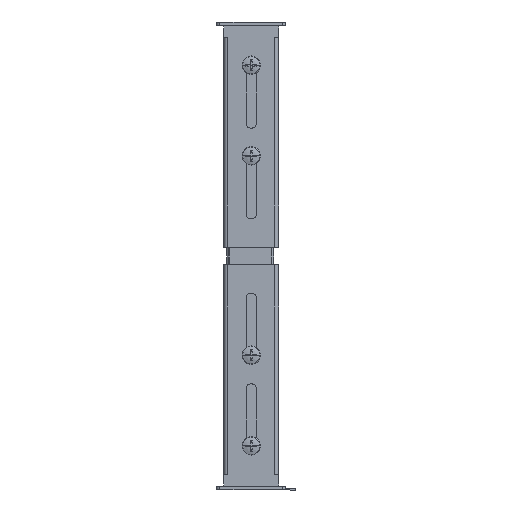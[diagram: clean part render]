
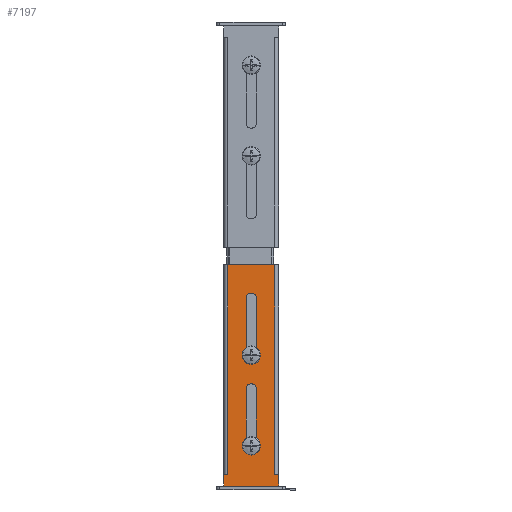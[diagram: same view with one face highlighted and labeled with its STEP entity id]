
A CAD part, left-side view. The second image highlights one B-rep face of the part: STEP entity #7197.
In plain terms, the highlighted face is planar.
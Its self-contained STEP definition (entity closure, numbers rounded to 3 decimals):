
#6282=DIRECTION('',(0.,0.,-1.));
#6283=VECTOR('',#6282,7.5);
#6284=CARTESIAN_POINT('',(17.6,7.137,141.5));
#6285=LINE('',#6284,#6283);
#6286=DIRECTION('',(-1.,0.,0.));
#6287=VECTOR('',#6286,2.5);
#6288=CARTESIAN_POINT('',(17.6,7.137,134.));
#6289=LINE('',#6288,#6287);
#6290=DIRECTION('',(-1.,0.,0.));
#6291=VECTOR('',#6290,30.2);
#6292=CARTESIAN_POINT('',(15.1,7.137,0.));
#6293=LINE('',#6292,#6291);
#6294=DIRECTION('',(0.,0.,-1.));
#6295=VECTOR('',#6294,33.5);
#6296=CARTESIAN_POINT('',(-3.25,7.137,112.75));
#6297=LINE('',#6296,#6295);
#6298=CARTESIAN_POINT('',(0.,7.137,79.25));
#6299=DIRECTION('',(0.,-1.,0.));
#6300=DIRECTION('',(-1.,0.,0.));
#6301=AXIS2_PLACEMENT_3D('',#6298,#6299,#6300);
#6303=DIRECTION('',(0.,0.,1.));
#6304=VECTOR('',#6303,33.5);
#6305=CARTESIAN_POINT('',(3.25,7.137,79.25));
#6306=LINE('',#6305,#6304);
#6307=CARTESIAN_POINT('',(0.,7.137,112.75));
#6308=DIRECTION('',(0.,-1.,0.));
#6309=DIRECTION('',(1.,0.,0.));
#6310=AXIS2_PLACEMENT_3D('',#6307,#6308,#6309);
#6312=DIRECTION('',(0.,0.,-1.));
#6313=VECTOR('',#6312,33.5);
#6314=CARTESIAN_POINT('',(-3.25,7.137,54.75));
#6315=LINE('',#6314,#6313);
#6316=CARTESIAN_POINT('',(0.,7.137,21.25));
#6317=DIRECTION('',(0.,-1.,0.));
#6318=DIRECTION('',(-1.,0.,0.));
#6319=AXIS2_PLACEMENT_3D('',#6316,#6317,#6318);
#6321=DIRECTION('',(0.,0.,1.));
#6322=VECTOR('',#6321,33.5);
#6323=CARTESIAN_POINT('',(3.25,7.137,21.25));
#6324=LINE('',#6323,#6322);
#6325=CARTESIAN_POINT('',(0.,7.137,54.75));
#6326=DIRECTION('',(0.,-1.,0.));
#6327=DIRECTION('',(1.,0.,0.));
#6328=AXIS2_PLACEMENT_3D('',#6325,#6326,#6327);
#6330=DIRECTION('',(0.,0.,-1.));
#6331=VECTOR('',#6330,7.5);
#6332=CARTESIAN_POINT('',(-17.6,7.137,141.5));
#6333=LINE('',#6332,#6331);
#6367=DIRECTION('',(-1.,0.,0.));
#6368=VECTOR('',#6367,35.2);
#6369=CARTESIAN_POINT('',(17.6,7.137,141.5));
#6370=LINE('',#6369,#6368);
#6556=DIRECTION('',(1.,0.,0.));
#6557=VECTOR('',#6556,2.5);
#6558=CARTESIAN_POINT('',(-17.6,7.137,134.));
#6559=LINE('',#6558,#6557);
#6582=DIRECTION('',(0.,0.,-1.));
#6583=VECTOR('',#6582,134.);
#6584=CARTESIAN_POINT('',(-15.1,7.137,134.));
#6585=LINE('',#6584,#6583);
#6672=DIRECTION('',(0.,0.,1.));
#6673=VECTOR('',#6672,134.);
#6674=CARTESIAN_POINT('',(15.1,7.137,0.));
#6675=LINE('',#6674,#6673);
#6962=CARTESIAN_POINT('',(-17.6,7.137,141.5));
#6963=CARTESIAN_POINT('',(-17.6,7.137,134.));
#6964=VERTEX_POINT('',#6962);
#6965=VERTEX_POINT('',#6963);
#6966=CARTESIAN_POINT('',(17.6,7.137,141.5));
#6967=VERTEX_POINT('',#6966);
#6968=CARTESIAN_POINT('',(17.6,7.137,134.));
#6969=VERTEX_POINT('',#6968);
#6970=CARTESIAN_POINT('',(15.1,7.137,134.));
#6971=VERTEX_POINT('',#6970);
#6972=CARTESIAN_POINT('',(15.1,7.137,0.));
#6973=VERTEX_POINT('',#6972);
#6974=CARTESIAN_POINT('',(-15.1,7.137,0.));
#6975=VERTEX_POINT('',#6974);
#6976=CARTESIAN_POINT('',(-15.1,7.137,134.));
#6977=VERTEX_POINT('',#6976);
#6978=CARTESIAN_POINT('',(-3.25,7.137,112.75));
#6979=CARTESIAN_POINT('',(-3.25,7.137,79.25));
#6980=VERTEX_POINT('',#6978);
#6981=VERTEX_POINT('',#6979);
#6982=CARTESIAN_POINT('',(3.25,7.137,79.25));
#6983=VERTEX_POINT('',#6982);
#6984=CARTESIAN_POINT('',(3.25,7.137,112.75));
#6985=VERTEX_POINT('',#6984);
#6986=CARTESIAN_POINT('',(-3.25,7.137,54.75));
#6987=CARTESIAN_POINT('',(-3.25,7.137,21.25));
#6988=VERTEX_POINT('',#6986);
#6989=VERTEX_POINT('',#6987);
#6990=CARTESIAN_POINT('',(3.25,7.137,21.25));
#6991=VERTEX_POINT('',#6990);
#6992=CARTESIAN_POINT('',(3.25,7.137,54.75));
#6993=VERTEX_POINT('',#6992);
#7154=CARTESIAN_POINT('',(-17.6,7.137,0.));
#7155=DIRECTION('',(0.,-1.,0.));
#7156=DIRECTION('',(1.,0.,0.));
#7157=AXIS2_PLACEMENT_3D('',#7154,#7155,#7156);
#7158=PLANE('',#7157);
#7160=ORIENTED_EDGE('',*,*,#7159,.F.);
#7162=ORIENTED_EDGE('',*,*,#7161,.F.);
#7164=ORIENTED_EDGE('',*,*,#7163,.T.);
#7166=ORIENTED_EDGE('',*,*,#7165,.T.);
#7168=ORIENTED_EDGE('',*,*,#7167,.F.);
#7170=ORIENTED_EDGE('',*,*,#7169,.T.);
#7172=ORIENTED_EDGE('',*,*,#7171,.F.);
#7174=ORIENTED_EDGE('',*,*,#7173,.F.);
#7175=EDGE_LOOP('',(#7160,#7162,#7164,#7166,#7168,#7170,#7172,#7174));
#7176=FACE_OUTER_BOUND('',#7175,.F.);
#7178=ORIENTED_EDGE('',*,*,#7177,.T.);
#7180=ORIENTED_EDGE('',*,*,#7179,.T.);
#7182=ORIENTED_EDGE('',*,*,#7181,.T.);
#7184=ORIENTED_EDGE('',*,*,#7183,.T.);
#7185=EDGE_LOOP('',(#7178,#7180,#7182,#7184));
#7186=FACE_BOUND('',#7185,.F.);
#7188=ORIENTED_EDGE('',*,*,#7187,.T.);
#7190=ORIENTED_EDGE('',*,*,#7189,.T.);
#7192=ORIENTED_EDGE('',*,*,#7191,.T.);
#7194=ORIENTED_EDGE('',*,*,#7193,.T.);
#7195=EDGE_LOOP('',(#7188,#7190,#7192,#7194));
#7196=FACE_BOUND('',#7195,.F.);
#6302=CIRCLE('',#6301,3.25);
#6311=CIRCLE('',#6310,3.25);
#6320=CIRCLE('',#6319,3.25);
#6329=CIRCLE('',#6328,3.25);
#7159=EDGE_CURVE('',#6964,#6965,#6333,.T.);
#7161=EDGE_CURVE('',#6967,#6964,#6370,.T.);
#7163=EDGE_CURVE('',#6967,#6969,#6285,.T.);
#7165=EDGE_CURVE('',#6969,#6971,#6289,.T.);
#7167=EDGE_CURVE('',#6973,#6971,#6675,.T.);
#7169=EDGE_CURVE('',#6973,#6975,#6293,.T.);
#7171=EDGE_CURVE('',#6977,#6975,#6585,.T.);
#7173=EDGE_CURVE('',#6965,#6977,#6559,.T.);
#7177=EDGE_CURVE('',#6980,#6981,#6297,.T.);
#7179=EDGE_CURVE('',#6981,#6983,#6302,.T.);
#7181=EDGE_CURVE('',#6983,#6985,#6306,.T.);
#7183=EDGE_CURVE('',#6985,#6980,#6311,.T.);
#7187=EDGE_CURVE('',#6988,#6989,#6315,.T.);
#7189=EDGE_CURVE('',#6989,#6991,#6320,.T.);
#7191=EDGE_CURVE('',#6991,#6993,#6324,.T.);
#7193=EDGE_CURVE('',#6993,#6988,#6329,.T.);
#7197=ADVANCED_FACE('',(#7176,#7186,#7196),#7158,.T.);
